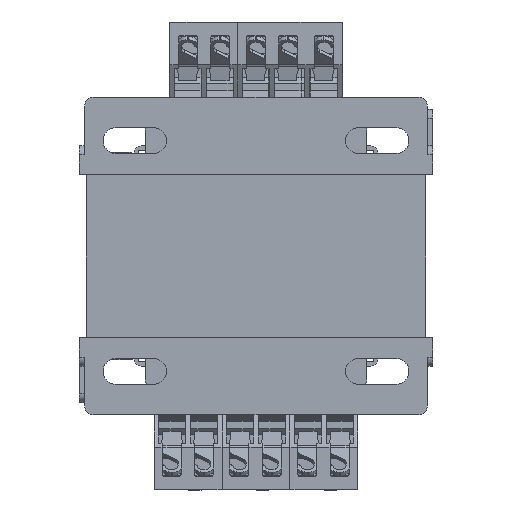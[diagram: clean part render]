
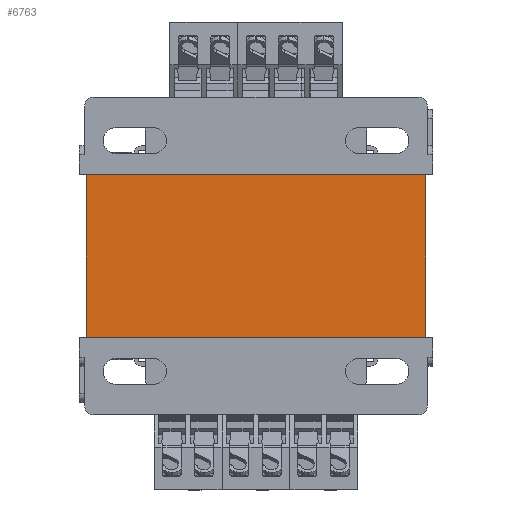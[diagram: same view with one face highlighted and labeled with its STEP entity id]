
A CAD part, front view. The second image highlights one B-rep face of the part: STEP entity #6763.
In plain terms, the highlighted planar face has unit normal (0, -1, 0).
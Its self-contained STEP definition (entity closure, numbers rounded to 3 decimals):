
#1966 = DIRECTION ( 'NONE',  ( 1., 0., 0. ) ) ;
#2355 = EDGE_CURVE ( 'NONE', #21306, #31747, #32243, .T. ) ;
#2467 = FACE_OUTER_BOUND ( 'NONE', #36663, .T. ) ;
#4258 = VERTEX_POINT ( 'NONE', #26841 ) ;
#4308 = ORIENTED_EDGE ( 'NONE', *, *, #36742, .F. ) ;
#5226 = CARTESIAN_POINT ( 'NONE',  ( -13.286, 0., 36. ) ) ;
#6379 = AXIS2_PLACEMENT_3D ( 'NONE', #32353, #29193, #7829 ) ;
#6763 = ADVANCED_FACE ( 'NONE', ( #2467 ), #34946, .F. ) ;
#7428 = LINE ( 'NONE', #5226, #29916 ) ;
#7829 = DIRECTION ( 'NONE',  ( 0., 0., 1. ) ) ;
#8880 = VECTOR ( 'NONE', #29020, 1000. ) ;
#9741 = DIRECTION ( 'NONE',  ( 0., 0., -1. ) ) ;
#11063 = CARTESIAN_POINT ( 'NONE',  ( -88.286, 0., 0. ) ) ;
#11364 = CARTESIAN_POINT ( 'NONE',  ( -13.286, 0., 0. ) ) ;
#11845 = ORIENTED_EDGE ( 'NONE', *, *, #2355, .T. ) ;
#12531 = ORIENTED_EDGE ( 'NONE', *, *, #26820, .F. ) ;
#19198 = ORIENTED_EDGE ( 'NONE', *, *, #30929, .T. ) ;
#19488 = VECTOR ( 'NONE', #9741, 1000. ) ;
#21306 = VERTEX_POINT ( 'NONE', #28908 ) ;
#21602 = LINE ( 'NONE', #24580, #19488 ) ;
#22654 = DIRECTION ( 'NONE',  ( 0., 0., -1. ) ) ;
#24580 = CARTESIAN_POINT ( 'NONE',  ( -88.286, 0., 36. ) ) ;
#25856 = LINE ( 'NONE', #26050, #8880 ) ;
#26050 = CARTESIAN_POINT ( 'NONE',  ( -88.286, 0., 36. ) ) ;
#26820 = EDGE_CURVE ( 'NONE', #32064, #4258, #25856, .T. ) ;
#26841 = CARTESIAN_POINT ( 'NONE',  ( -13.286, 0., 36. ) ) ;
#28908 = CARTESIAN_POINT ( 'NONE',  ( -88.286, 0., 0. ) ) ;
#29020 = DIRECTION ( 'NONE',  ( 1., 0., 0. ) ) ;
#29193 = DIRECTION ( 'NONE',  ( 0., 1., 0. ) ) ;
#29916 = VECTOR ( 'NONE', #22654, 1000. ) ;
#30929 = EDGE_CURVE ( 'NONE', #32064, #21306, #21602, .T. ) ;
#31747 = VERTEX_POINT ( 'NONE', #11364 ) ;
#32064 = VERTEX_POINT ( 'NONE', #32992 ) ;
#32243 = LINE ( 'NONE', #11063, #36947 ) ;
#32353 = CARTESIAN_POINT ( 'NONE',  ( -88.286, 0., 36. ) ) ;
#32992 = CARTESIAN_POINT ( 'NONE',  ( -88.286, 0., 36. ) ) ;
#34946 = PLANE ( 'NONE',  #6379 ) ;
#36663 = EDGE_LOOP ( 'NONE', ( #11845, #4308, #12531, #19198 ) ) ;
#36742 = EDGE_CURVE ( 'NONE', #4258, #31747, #7428, .T. ) ;
#36947 = VECTOR ( 'NONE', #1966, 1000. ) ;
